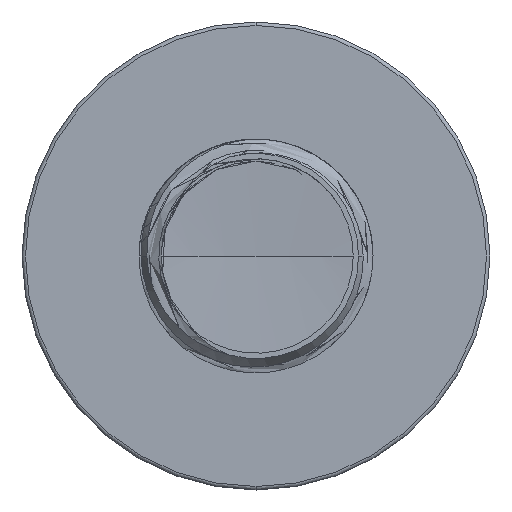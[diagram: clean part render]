
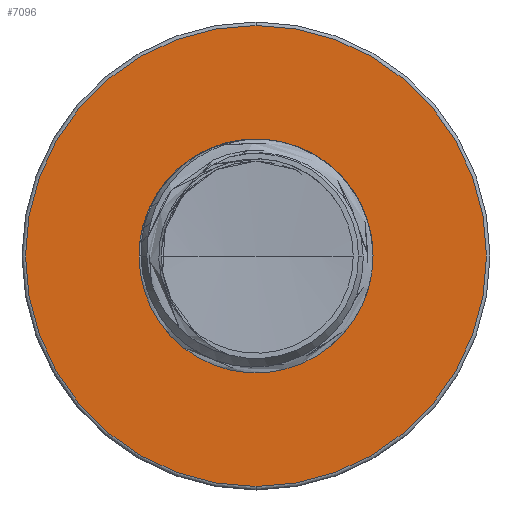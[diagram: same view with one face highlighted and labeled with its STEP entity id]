
A CAD part, front view. The second image highlights one B-rep face of the part: STEP entity #7096.
In plain terms, the highlighted planar face has unit normal (0, -1, 0).
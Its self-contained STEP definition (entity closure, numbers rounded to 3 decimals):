
#1199 = CIRCLE ( 'NONE', #2810, 3.99 ) ;
#1588 = DIRECTION ( 'NONE',  ( 0., -1., 0. ) ) ;
#1759 = ORIENTED_EDGE ( 'NONE', *, *, #3173, .T. ) ;
#2810 = AXIS2_PLACEMENT_3D ( 'NONE', #32855, #12706, #36258 ) ;
#2880 = DIRECTION ( 'NONE',  ( 0., -1., 0. ) ) ;
#2896 = CARTESIAN_POINT ( 'NONE',  ( 0., 40., -7.88 ) ) ;
#2945 = DIRECTION ( 'NONE',  ( 0., -1., 0. ) ) ;
#3173 = EDGE_CURVE ( 'NONE', #7630, #30097, #37721, .T. ) ;
#7096 = ADVANCED_FACE ( 'NONE', ( #40911, #15104 ), #21707, .T. ) ;
#7630 = VERTEX_POINT ( 'NONE', #2896 ) ;
#8551 = EDGE_LOOP ( 'NONE', ( #18818, #24947 ) ) ;
#12706 = DIRECTION ( 'NONE',  ( 0., -1., 0. ) ) ;
#12962 = VERTEX_POINT ( 'NONE', #37123 ) ;
#15104 = FACE_BOUND ( 'NONE', #8551, .T. ) ;
#16226 = AXIS2_PLACEMENT_3D ( 'NONE', #23050, #2945, #26462 ) ;
#16242 = VERTEX_POINT ( 'NONE', #21555 ) ;
#17947 = DIRECTION ( 'NONE',  ( 0., -1., 0. ) ) ;
#18818 = ORIENTED_EDGE ( 'NONE', *, *, #27894, .F. ) ;
#21408 = CARTESIAN_POINT ( 'NONE',  ( 0., 40., 3.99 ) ) ;
#21555 = CARTESIAN_POINT ( 'NONE',  ( 0., 40., -3.99 ) ) ;
#21707 = PLANE ( 'NONE',  #21895 ) ;
#21895 = AXIS2_PLACEMENT_3D ( 'NONE', #21408, #1588, #25107 ) ;
#22983 = CARTESIAN_POINT ( 'NONE',  ( 0., 40., 0. ) ) ;
#23050 = CARTESIAN_POINT ( 'NONE',  ( 0., 40., 0. ) ) ;
#24947 = ORIENTED_EDGE ( 'NONE', *, *, #33533, .F. ) ;
#25107 = DIRECTION ( 'NONE',  ( 0., 0., -1. ) ) ;
#25427 = EDGE_LOOP ( 'NONE', ( #1759, #26840 ) ) ;
#26320 = AXIS2_PLACEMENT_3D ( 'NONE', #22983, #2880, #26399 ) ;
#26399 = DIRECTION ( 'NONE',  ( 0., 0., -1. ) ) ;
#26462 = DIRECTION ( 'NONE',  ( 0., 0., -1. ) ) ;
#26840 = ORIENTED_EDGE ( 'NONE', *, *, #40331, .T. ) ;
#27894 = EDGE_CURVE ( 'NONE', #16242, #12962, #1199, .T. ) ;
#30097 = VERTEX_POINT ( 'NONE', #32346 ) ;
#31651 = CIRCLE ( 'NONE', #39190, 3.99 ) ;
#32346 = CARTESIAN_POINT ( 'NONE',  ( 0., 40., 7.88 ) ) ;
#32855 = CARTESIAN_POINT ( 'NONE',  ( 0., 40., 0. ) ) ;
#33533 = EDGE_CURVE ( 'NONE', #12962, #16242, #31651, .T. ) ;
#36258 = DIRECTION ( 'NONE',  ( 0., 0., -1. ) ) ;
#37123 = CARTESIAN_POINT ( 'NONE',  ( 0., 40., 3.99 ) ) ;
#37721 = CIRCLE ( 'NONE', #16226, 7.88 ) ;
#38105 = CARTESIAN_POINT ( 'NONE',  ( 0., 40., 0. ) ) ;
#39190 = AXIS2_PLACEMENT_3D ( 'NONE', #38105, #17947, #41496 ) ;
#40331 = EDGE_CURVE ( 'NONE', #30097, #7630, #41262, .T. ) ;
#40911 = FACE_OUTER_BOUND ( 'NONE', #25427, .T. ) ;
#41262 = CIRCLE ( 'NONE', #26320, 7.88 ) ;
#41496 = DIRECTION ( 'NONE',  ( 0., 0., -1. ) ) ;
